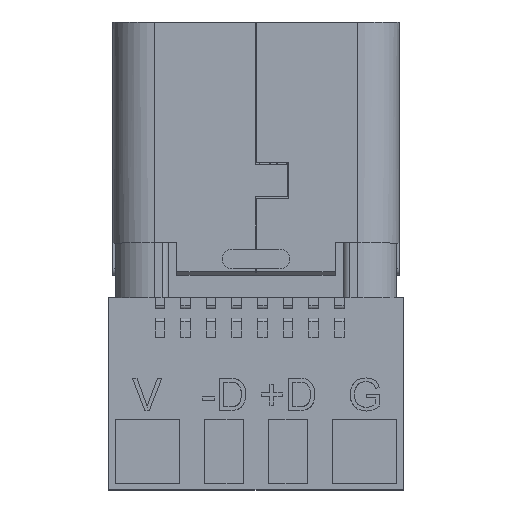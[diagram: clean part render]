
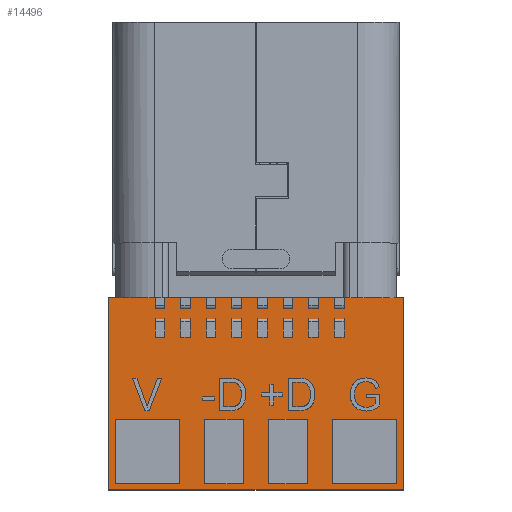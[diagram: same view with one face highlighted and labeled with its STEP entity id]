
A CAD part, top view. The second image highlights one B-rep face of the part: STEP entity #14496.
In plain terms, the highlighted face is planar.
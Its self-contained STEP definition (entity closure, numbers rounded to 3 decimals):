
#1698=FACE_OUTER_BOUND('',#2540,.T.);
#2540=EDGE_LOOP('',(#11745,#11746,#11747,#11748));
#4022=LINE('',#21760,#5480);
#4030=LINE('',#21775,#5488);
#4031=LINE('',#21777,#5489);
#4032=LINE('',#21778,#5490);
#5480=VECTOR('',#17900,10.);
#5488=VECTOR('',#17912,10.);
#5489=VECTOR('',#17915,10.);
#5490=VECTOR('',#17916,10.);
#6774=VERTEX_POINT('',#21757);
#6775=VERTEX_POINT('',#21759);
#6779=VERTEX_POINT('',#21771);
#6780=VERTEX_POINT('',#21773);
#8524=EDGE_CURVE('',#6774,#6775,#4022,.T.);
#8532=EDGE_CURVE('',#6779,#6780,#4030,.T.);
#8533=EDGE_CURVE('',#6774,#6779,#4031,.T.);
#8534=EDGE_CURVE('',#6775,#6780,#4032,.T.);
#11745=ORIENTED_EDGE('',*,*,#8533,.T.);
#11746=ORIENTED_EDGE('',*,*,#8532,.T.);
#11747=ORIENTED_EDGE('',*,*,#8534,.F.);
#11748=ORIENTED_EDGE('',*,*,#8524,.F.);
#13903=PLANE('',#15558);
#14496=ADVANCED_FACE('',(#1698),#13903,.T.);
#15558=AXIS2_PLACEMENT_3D('',#21776,#17913,#17914);
#17900=DIRECTION('',(0.,0.,-1.));
#17912=DIRECTION('',(0.,0.,-1.));
#17913=DIRECTION('center_axis',(0.,-1.,0.));
#17914=DIRECTION('ref_axis',(-1.,0.,0.));
#17915=DIRECTION('',(-1.,0.,0.));
#17916=DIRECTION('',(-1.,0.,0.));
#21757=CARTESIAN_POINT('',(4.6,-0.5,-3.66));
#21759=CARTESIAN_POINT('',(4.6,-0.5,-9.66));
#21760=CARTESIAN_POINT('',(4.6,-0.5,-3.66));
#21771=CARTESIAN_POINT('',(-4.6,-0.5,-3.66));
#21773=CARTESIAN_POINT('',(-4.6,-0.5,-9.66));
#21775=CARTESIAN_POINT('',(-4.6,-0.5,-3.66));
#21776=CARTESIAN_POINT('Origin',(4.6,-0.5,-3.66));
#21777=CARTESIAN_POINT('',(4.6,-0.5,-3.66));
#21778=CARTESIAN_POINT('',(4.6,-0.5,-9.66));
